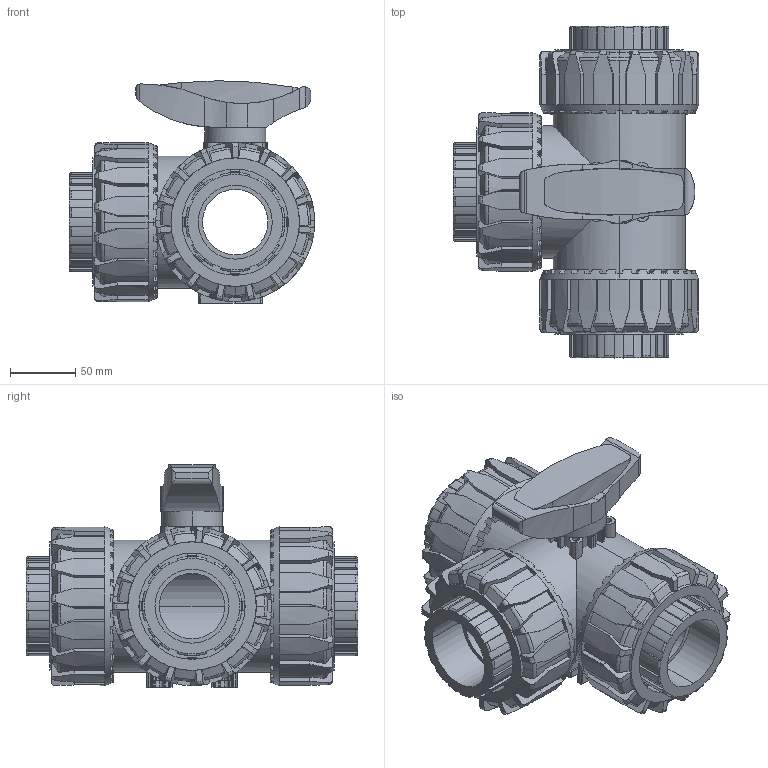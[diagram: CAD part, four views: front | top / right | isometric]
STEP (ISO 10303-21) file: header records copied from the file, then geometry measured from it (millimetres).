
FILE_DESCRIPTION(('STEP AP214'),'1');
FILE_NAME('tkdfm200e.stp','2018-03-06T13:02:05',('TraceParts'),('TraceParts S.A.'),'Spatial InterOp 3D',' ',' ');
FILE_SCHEMA(('automotive_design'));
Length unit declared in the file: millimetre
Products named in the file (8): tkdfm200e_1; tkdfm200e_2; tkdfm200e_3; tkdfm200e_4; TKDFM200E|ENDFV200:2#ENDFV200;Solido1; TKDFM200E|ENDFV200:1#ENDFV200;Solido1; TKDFM200E|ENDFV200:3#ENDFV200;Solido1; tkdfm200e_8
Bounding box: 187.65 x 253.8 x 170.14 mm (x, y, z)
Volume: 2040420.4 mm3; surface area: 379808 mm2
Topology: 8 solids, 8 shells, 1759 faces, 5003 edges, 3272 vertices
Faces by surface type: plane 1057, cylinder 504, torus 144, cone 54
Entity records: 74740 total; most frequent: CARTESIAN_POINT 14126, DIRECTION 10017, ORIENTED_EDGE 10006, EDGE_CURVE 5003, AXIS2_PLACEMENT_3D 3877, VERTEX_POINT 3272, LINE 2263, VECTOR 2263
